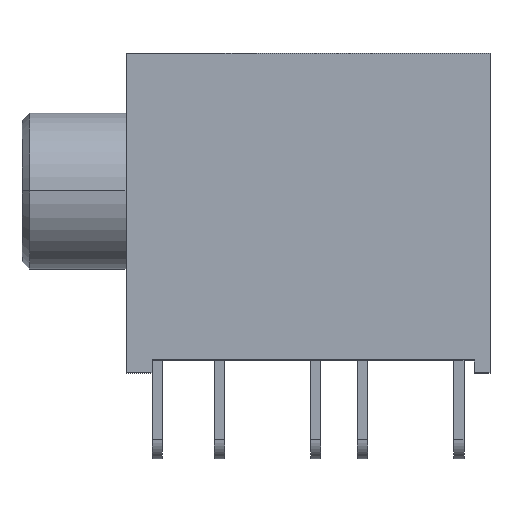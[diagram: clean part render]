
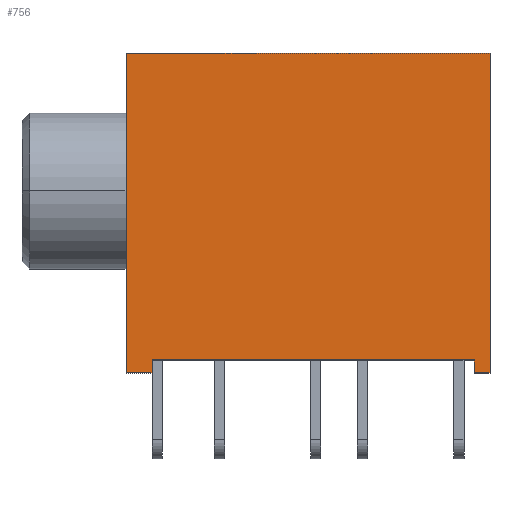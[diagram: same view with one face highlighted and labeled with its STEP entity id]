
A CAD part, top view. The second image highlights one B-rep face of the part: STEP entity #756.
In plain terms, the highlighted planar face has unit normal (0, 0, 1).
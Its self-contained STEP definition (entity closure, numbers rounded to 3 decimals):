
#10 = LINE ( 'NONE', #1609, #992 ) ;
#21 = ORIENTED_EDGE ( 'NONE', *, *, #1022, .T. ) ;
#36 = CARTESIAN_POINT ( 'NONE',  ( 12.2, 0., 4. ) ) ;
#44 = ORIENTED_EDGE ( 'NONE', *, *, #1631, .F. ) ;
#46 = ORIENTED_EDGE ( 'NONE', *, *, #163, .F. ) ;
#113 = VECTOR ( 'NONE', #1143, 1000. ) ;
#163 = EDGE_CURVE ( 'NONE', #1065, #1398, #424, .T. ) ;
#194 = CARTESIAN_POINT ( 'NONE',  ( 12.8, 0., 4. ) ) ;
#201 = LINE ( 'NONE', #1123, #344 ) ;
#205 = ORIENTED_EDGE ( 'NONE', *, *, #1034, .T. ) ;
#234 = LINE ( 'NONE', #1016, #1060 ) ;
#264 = CARTESIAN_POINT ( 'NONE',  ( -0.2, 0., 4. ) ) ;
#270 = VERTEX_POINT ( 'NONE', #1015 ) ;
#274 = EDGE_CURVE ( 'NONE', #537, #1398, #1109, .T. ) ;
#314 = VERTEX_POINT ( 'NONE', #1297 ) ;
#344 = VECTOR ( 'NONE', #853, 1000. ) ;
#388 = ORIENTED_EDGE ( 'NONE', *, *, #426, .F. ) ;
#424 = LINE ( 'NONE', #844, #850 ) ;
#426 = EDGE_CURVE ( 'NONE', #537, #453, #1347, .T. ) ;
#453 = VERTEX_POINT ( 'NONE', #1454 ) ;
#533 = CARTESIAN_POINT ( 'NONE',  ( 12.8, 12.3, 4. ) ) ;
#536 = VERTEX_POINT ( 'NONE', #689 ) ;
#537 = VERTEX_POINT ( 'NONE', #36 ) ;
#567 = DIRECTION ( 'NONE',  ( 0., -1., 0. ) ) ;
#602 = ORIENTED_EDGE ( 'NONE', *, *, #1360, .F. ) ;
#607 = DIRECTION ( 'NONE',  ( -1., 0., 0. ) ) ;
#623 = DIRECTION ( 'NONE',  ( 0., 1., 0. ) ) ;
#686 = ORIENTED_EDGE ( 'NONE', *, *, #1348, .F. ) ;
#689 = CARTESIAN_POINT ( 'NONE',  ( -0.2, 0.5, 4. ) ) ;
#756 = ADVANCED_FACE ( 'NONE', ( #1152 ), #1120, .F. ) ;
#769 = AXIS2_PLACEMENT_3D ( 'NONE', #883, #1149, #607 ) ;
#844 = CARTESIAN_POINT ( 'NONE',  ( 12.8, 12.3, 4. ) ) ;
#850 = VECTOR ( 'NONE', #567, 1000. ) ;
#853 = DIRECTION ( 'NONE',  ( 1., 0., 0. ) ) ;
#873 = VECTOR ( 'NONE', #623, 1000. ) ;
#883 = CARTESIAN_POINT ( 'NONE',  ( -1.2, 12.3, 4. ) ) ;
#992 = VECTOR ( 'NONE', #1058, 1000. ) ;
#1006 = EDGE_LOOP ( 'NONE', ( #21, #44, #686, #388, #1086, #46, #602, #205 ) ) ;
#1015 = CARTESIAN_POINT ( 'NONE',  ( -1.2, 0., 4. ) ) ;
#1016 = CARTESIAN_POINT ( 'NONE',  ( -0.2, 0., 4. ) ) ;
#1022 = EDGE_CURVE ( 'NONE', #270, #1450, #1281, .T. ) ;
#1034 = EDGE_CURVE ( 'NONE', #314, #270, #10, .T. ) ;
#1058 = DIRECTION ( 'NONE',  ( 0., -1., 0. ) ) ;
#1060 = VECTOR ( 'NONE', #1586, 1000. ) ;
#1065 = VERTEX_POINT ( 'NONE', #533 ) ;
#1086 = ORIENTED_EDGE ( 'NONE', *, *, #274, .T. ) ;
#1109 = LINE ( 'NONE', #1446, #1663 ) ;
#1120 = PLANE ( 'NONE',  #769 ) ;
#1123 = CARTESIAN_POINT ( 'NONE',  ( -1.2, 12.3, 4. ) ) ;
#1143 = DIRECTION ( 'NONE',  ( -1., 0., 0. ) ) ;
#1149 = DIRECTION ( 'NONE',  ( 0., 0., -1. ) ) ;
#1152 = FACE_OUTER_BOUND ( 'NONE', #1006, .T. ) ;
#1170 = CARTESIAN_POINT ( 'NONE',  ( 12.2, 0., 4. ) ) ;
#1192 = CARTESIAN_POINT ( 'NONE',  ( -1.2, 0., 4. ) ) ;
#1281 = LINE ( 'NONE', #1192, #1571 ) ;
#1297 = CARTESIAN_POINT ( 'NONE',  ( -1.2, 12.3, 4. ) ) ;
#1347 = LINE ( 'NONE', #1170, #873 ) ;
#1348 = EDGE_CURVE ( 'NONE', #453, #536, #1371, .T. ) ;
#1360 = EDGE_CURVE ( 'NONE', #314, #1065, #201, .T. ) ;
#1371 = LINE ( 'NONE', #1409, #113 ) ;
#1398 = VERTEX_POINT ( 'NONE', #194 ) ;
#1409 = CARTESIAN_POINT ( 'NONE',  ( -0.2, 0.5, 4. ) ) ;
#1418 = DIRECTION ( 'NONE',  ( 1., 0., 0. ) ) ;
#1446 = CARTESIAN_POINT ( 'NONE',  ( -1.2, 0., 4. ) ) ;
#1450 = VERTEX_POINT ( 'NONE', #264 ) ;
#1454 = CARTESIAN_POINT ( 'NONE',  ( 12.2, 0.5, 4. ) ) ;
#1457 = DIRECTION ( 'NONE',  ( 1., 0., 0. ) ) ;
#1571 = VECTOR ( 'NONE', #1457, 1000. ) ;
#1586 = DIRECTION ( 'NONE',  ( 0., -1., 0. ) ) ;
#1609 = CARTESIAN_POINT ( 'NONE',  ( -1.2, 12.3, 4. ) ) ;
#1631 = EDGE_CURVE ( 'NONE', #536, #1450, #234, .T. ) ;
#1663 = VECTOR ( 'NONE', #1418, 1000. ) ;
